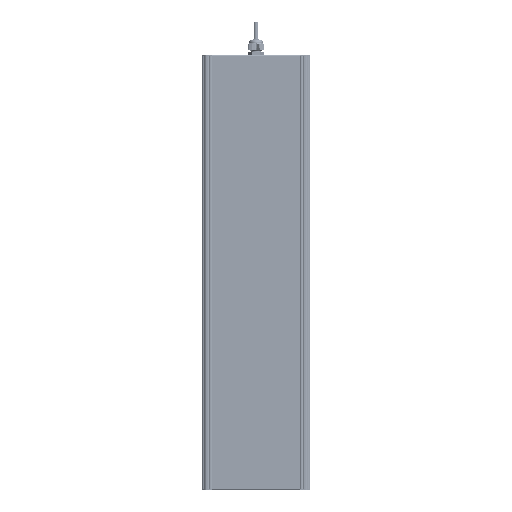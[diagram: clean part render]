
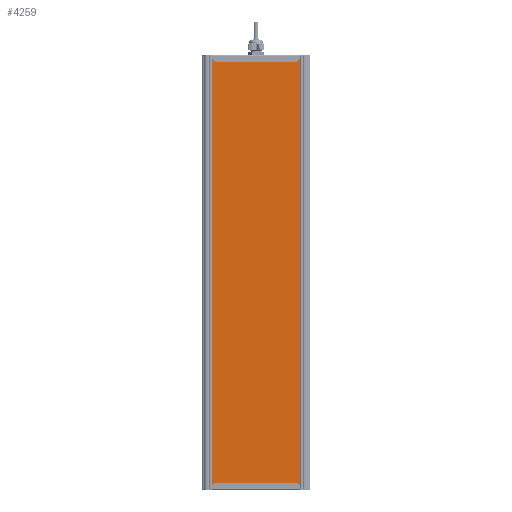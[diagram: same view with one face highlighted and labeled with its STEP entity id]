
A CAD part, front view. The second image highlights one B-rep face of the part: STEP entity #4259.
In plain terms, the highlighted face is planar.
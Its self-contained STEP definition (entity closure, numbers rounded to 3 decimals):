
#4259=ADVANCED_FACE('',(#16207),#16209,.T.);
#16207=FACE_BOUND('',#16208,.T.);
#16208=EDGE_LOOP('',(#49448,#49449,#49450,#49451));
#16209=PLANE('',#16210);
#16210=AXIS2_PLACEMENT_3D('',#16211,#16212,#16213);
#16211=CARTESIAN_POINT('',(2111.497,401.002,-34.582));
#16212=DIRECTION('',(0.,0.,-1.));
#16213=DIRECTION('',(0.,1.,0.));
#49448=ORIENTED_EDGE('',*,*,#58758,.F.);
#49449=ORIENTED_EDGE('',*,*,#58757,.T.);
#49450=ORIENTED_EDGE('',*,*,#58759,.F.);
#49451=ORIENTED_EDGE('',*,*,#58760,.F.);
#58757=EDGE_CURVE('',#65705,#65709,#65711,.T.);
#58758=EDGE_CURVE('',#65705,#65712,#65713,.T.);
#58759=EDGE_CURVE('',#65714,#65709,#65715,.T.);
#58760=EDGE_CURVE('',#65712,#65714,#65716,.T.);
#65705=VERTEX_POINT('',#86707);
#65709=VERTEX_POINT('',#86715);
#65711=LINE('',#86719,#86720);
#65712=VERTEX_POINT('',#86722);
#65713=LINE('',#86723,#86724);
#65714=VERTEX_POINT('',#86726);
#65715=LINE('',#86727,#86728);
#65716=LINE('',#86730,#86731);
#86707=CARTESIAN_POINT('',(2111.497,565.13,-34.582));
#86715=CARTESIAN_POINT('',(2857.497,565.13,-34.582));
#86719=CARTESIAN_POINT('',(2111.497,565.13,-34.582));
#86720=VECTOR('',#86721,1.);
#86721=DIRECTION('',(1.,0.,0.));
#86722=CARTESIAN_POINT('',(2111.497,401.002,-34.582));
#86723=CARTESIAN_POINT('',(2111.497,565.13,-34.582));
#86724=VECTOR('',#86725,1.);
#86725=DIRECTION('',(0.,-1.,0.));
#86726=CARTESIAN_POINT('',(2857.497,401.002,-34.582));
#86727=CARTESIAN_POINT('',(2857.497,401.002,-34.582));
#86728=VECTOR('',#86729,1.);
#86729=DIRECTION('',(0.,1.,0.));
#86730=CARTESIAN_POINT('',(2111.497,401.002,-34.582));
#86731=VECTOR('',#86732,1.);
#86732=DIRECTION('',(1.,0.,0.));
